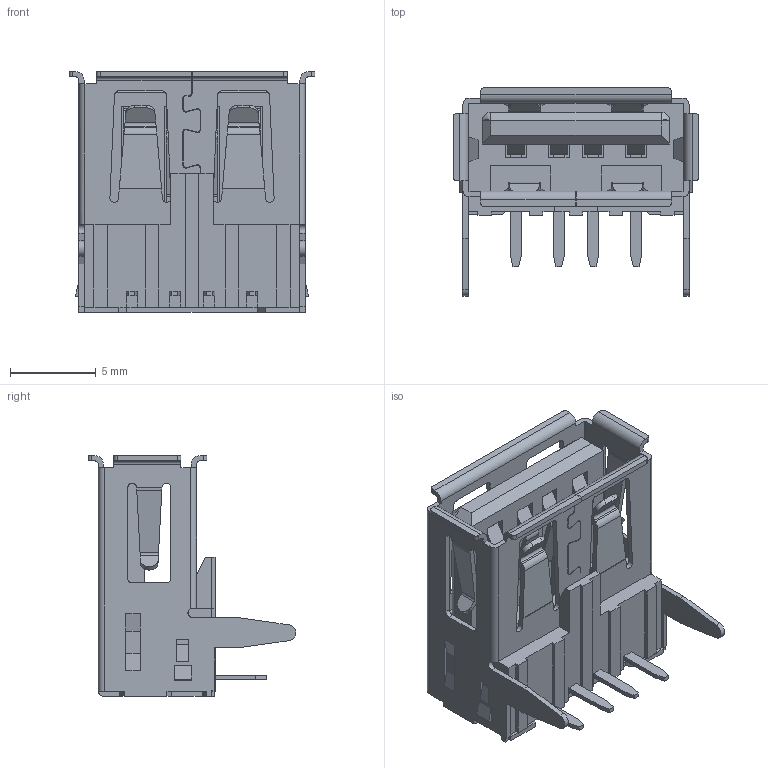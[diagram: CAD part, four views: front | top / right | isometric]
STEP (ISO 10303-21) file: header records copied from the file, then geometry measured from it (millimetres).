
FILE_DESCRIPTION((''),'2;1');
FILE_NAME('FUS230','2021-02-24T',('gongcheng6'),(''),'PRO/ENGINEER BY PARAMETRIC TECHNOLOGY CORPORATION, 2010280','PRO/ENGINEER BY PARAMETRIC TECHNOLOGY CORPORATION, 2010280','');
FILE_SCHEMA(('CONFIG_CONTROL_DESIGN'));
Length unit declared in the file: millimetre
Products named in the file (1): FUS230
Bounding box: 14.3 x 12.09 x 14 mm (x, y, z)
Volume: 624.9 mm3; surface area: 1648.9 mm2
Topology: 1 solids, 1 shells, 515 faces, 1498 edges, 984 vertices
Faces by surface type: plane 374, cylinder 137, bspline 2, cone 2
Entity records: 17024 total; most frequent: CARTESIAN_POINT 3359, ORIENTED_EDGE 2992, DIRECTION 2632, EDGE_CURVE 1496, VECTOR 1206, LINE 1206, VERTEX_POINT 984, AXIS2_PLACEMENT_3D 713
